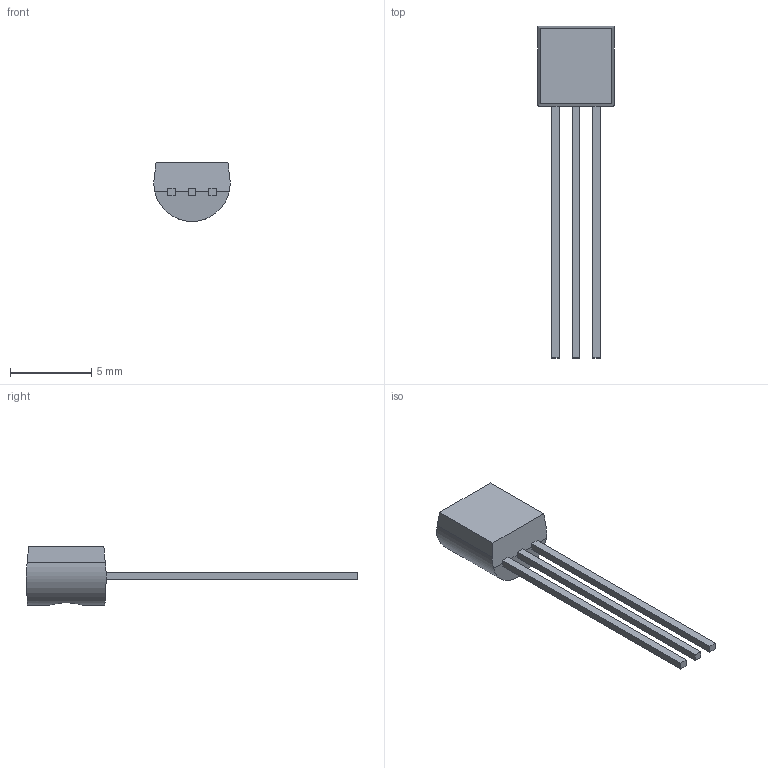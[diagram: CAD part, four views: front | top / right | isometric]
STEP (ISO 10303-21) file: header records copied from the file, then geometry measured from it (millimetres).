
FILE_DESCRIPTION (( 'STEP AP214' ), '1' );
FILE_NAME ('MCP1541-I_TO.STEP', '2024-02-09T13:08:47', ( 'LENOVO' ), ( '' ), 'SwSTEP 2.0', 'SolidWorks 2021', '' );
FILE_SCHEMA (( 'AUTOMOTIVE_DESIGN' ));
Length unit declared in the file: millimetre
Products named in the file (1): MCP1541-I_TO
Bounding box: 4.7 x 20.44 x 3.62 mm (x, y, z)
Volume: 79.2 mm3; surface area: 184.4 mm2
Topology: 4 solids, 4 shells, 32 faces, 70 edges, 46 vertices
Faces by surface type: plane 28, sphere 2, cylinder 2
Entity records: 948 total; most frequent: CARTESIAN_POINT 205, ORIENTED_EDGE 140, DIRECTION 127, EDGE_CURVE 70, VECTOR 59, LINE 59, VERTEX_POINT 46, AXIS2_PLACEMENT_3D 34
